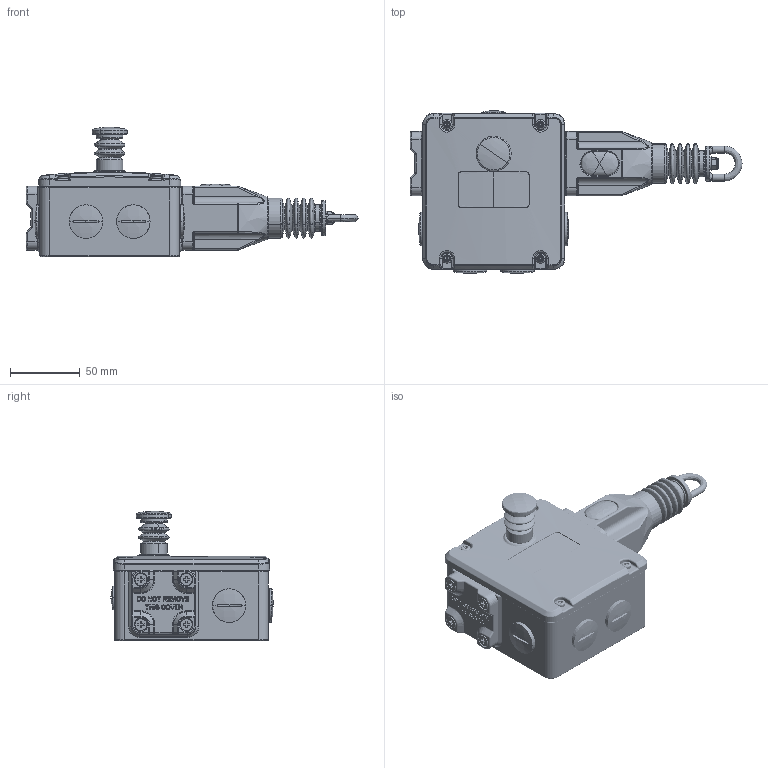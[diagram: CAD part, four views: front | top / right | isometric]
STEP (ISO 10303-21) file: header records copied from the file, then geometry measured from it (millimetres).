
FILE_DESCRIPTION (( 'STEP AP214' ), '1' );
FILE_NAME ('GLHL-SS-145057.STEP', '2021-06-09T19:26:43', ( '' ), ( '' ), 'SwSTEP 2.0', 'SolidWorks 2021', '' );
FILE_SCHEMA (( 'AUTOMOTIVE_DESIGN' ));
Length unit declared in the file: inch
Products named in the file (1): GLHL-SS-145057
Bounding box: 238.1 x 116.64 x 92.65 mm (x, y, z)
Volume: 288729.5 mm3; surface area: 168326.8 mm2
Topology: 34 solids, 34 shells, 3522 faces, 8282 edges, 4892 vertices
Faces by surface type: cylinder 1160, plane 955, bspline 883, cone 332, torus 184, sphere 8
Full cylindrical faces by diameter (mm): 19.05 x2
Entity records: 136216 total; most frequent: CARTESIAN_POINT 59959, ORIENTED_EDGE 16352, DIRECTION 15114, EDGE_CURVE 8176, AXIS2_PLACEMENT_3D 5793, VERTEX_POINT 4890, EDGE_LOOP 3776, VECTOR 3528
